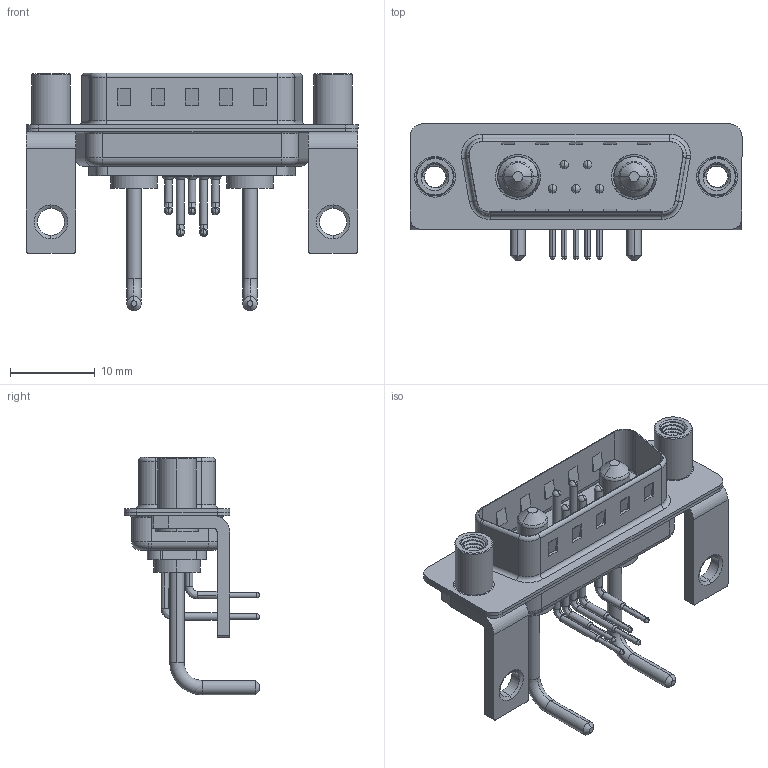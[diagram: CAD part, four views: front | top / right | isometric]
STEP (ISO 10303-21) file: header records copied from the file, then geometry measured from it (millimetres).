
FILE_DESCRIPTION (( 'STEP AP203' ), '1' );
FILE_NAME ('629-7W2-650-1TE.STEP', '2022-05-09T19:30:07', ( '' ), ( '' ), 'SwSTEP 2.0', 'SolidWorks 2020', '' );
FILE_SCHEMA (( 'CONFIG_CONTROL_DESIGN' ));
Length unit declared in the file: millimetre
Products named in the file (9): 629Combo Shell Rear_15 Contacts; 629Combo Contact Row 1; Power Pin_Ext 10A RA; 629Combo Housing_7W2; 629-7W2-650-1TE; 629Combo Threaded Standoff_D; 629Combo Shell Front_15 Contacts; 629Combo Contact Row 2; 629Combo Stabilizer Bracket
Assembly tree (14 placements, depth 2):
  629-7W2-650-1TE
    629Combo Housing_7W2
    629Combo Shell Rear_15 Contacts
    629Combo Shell Front_15 Contacts
    629Combo Stabilizer Bracket  x2
    629Combo Threaded Standoff_D  x2
    Power Pin_Ext 10A RA  x2
    629Combo Contact Row 1  x2
    629Combo Contact Row 2  x3
Bounding box: 39.2 x 16.05 x 28.08 mm (x, y, z)
Volume: 2454.2 mm3; surface area: 5992.9 mm2
Topology: 16 solids, 16 shells, 1074 faces, 2865 edges, 1842 vertices
Faces by surface type: plane 501, cylinder 427, torus 58, cone 50, bspline 38
Entity records: 23346 total; most frequent: CARTESIAN_POINT 6041, DIRECTION 3469, ORIENTED_EDGE 3362, EDGE_CURVE 1681, AXIS2_PLACEMENT_3D 1233, VERTEX_POINT 1081, LINE 1003, VECTOR 1003
